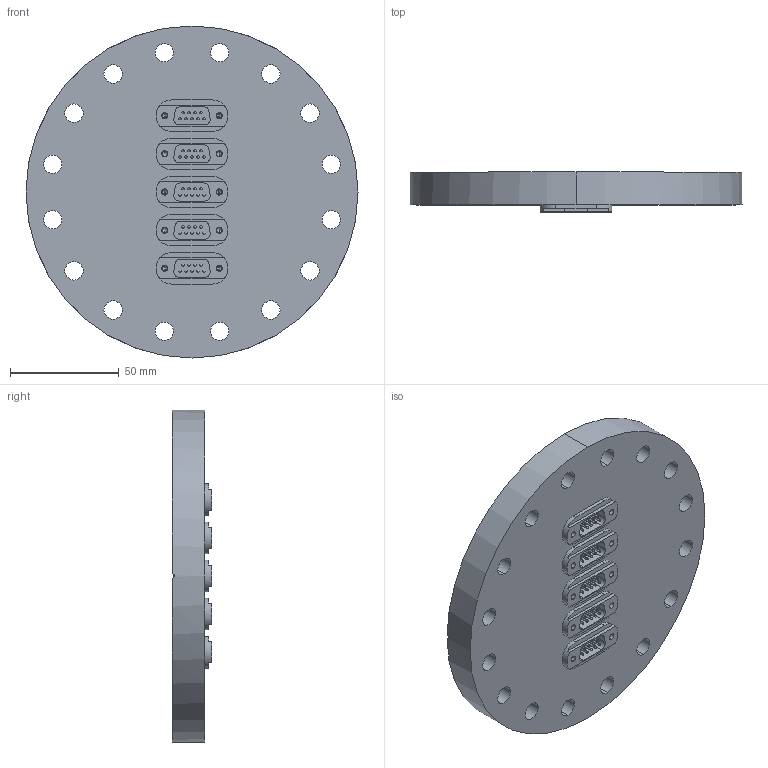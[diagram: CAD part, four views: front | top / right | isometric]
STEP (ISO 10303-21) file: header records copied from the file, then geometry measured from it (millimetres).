
FILE_DESCRIPTION (( 'STEP AP214' ), '1' );
FILE_NAME ('210-D09-C100-5.STEP', '2014-12-18T06:53:48', ( 'allectra' ), ( 'Microsoft' ), 'SwSTEP 2.0', 'SolidWorks 2014', '' );
FILE_SCHEMA (( 'AUTOMOTIVE_DESIGN' ));
Length unit declared in the file: millimetre
Products named in the file (5): 210-D09-C100-5; 9218-D9-37-SS_9 pin 1mm; 218-D9-37-SS_218-D09-SS; 9210-D09-C100-5_CF100; 9210-PIN-FENI_Pin vergoldet
Assembly tree (16 placements, depth 3):
  210-D09-C100-5
    9210-D09-C100-5_CF100
    218-D9-37-SS_218-D09-SS  x5
      9218-D9-37-SS_9 pin 1mm
      9210-PIN-FENI_Pin vergoldet
Bounding box: 152.4 x 18.2 x 152.4 mm (x, y, z)
Volume: 241362.4 mm3; surface area: 68704.7 mm2
Topology: 51 solids, 51 shells, 641 faces, 1738 edges, 1124 vertices
Faces by surface type: cylinder 368, plane 139, sphere 90, cone 44
Entity records: 5108 total; most frequent: DIRECTION 922, CARTESIAN_POINT 875, ORIENTED_EDGE 776, EDGE_CURVE 388, AXIS2_PLACEMENT_3D 369, VERTEX_POINT 256, EDGE_LOOP 220, CIRCLE 200
